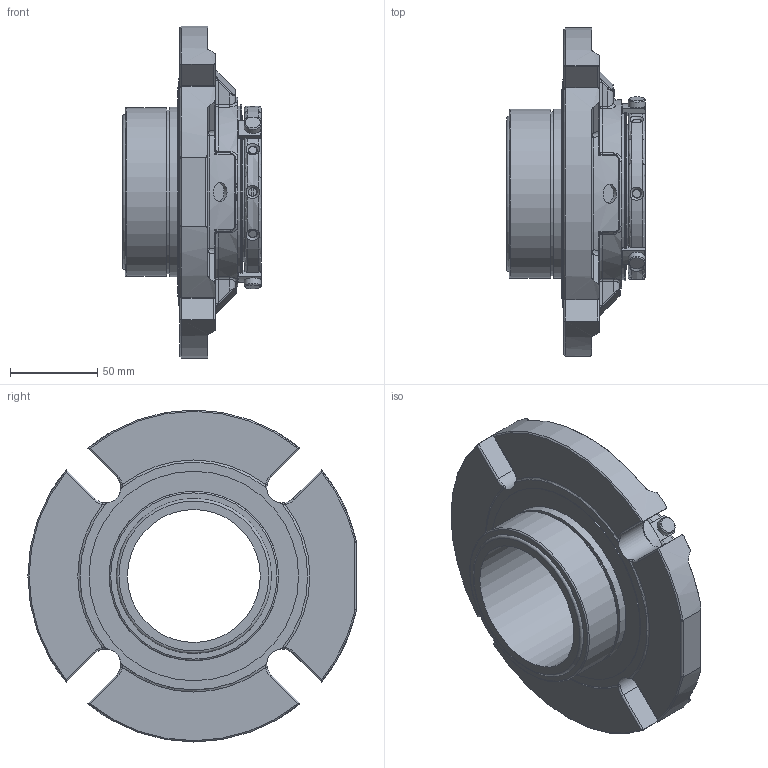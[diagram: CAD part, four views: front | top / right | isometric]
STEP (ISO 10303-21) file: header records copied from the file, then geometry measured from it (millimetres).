
FILE_DESCRIPTION(/* description */ ('Unknown'),/* implementation_level */ '2;1');
FILE_NAME(/* name */ '3.000',/* time_stamp */ '2023-02-15T16:13:20+00:00',/* author */ ('Unknown'),/* organization */ ('Unknown'),/* preprocessor_version */ 'ST-DEVELOPER v16.7',/* originating_system */ 'Solid Edge',/* authorisation */ 'Unknown');
FILE_SCHEMA (('AUTOMOTIVE_DESIGN {1 0 10303 214 3 1 1}'));
Length unit declared in the file: millimetre
Products named in the file (1): 3.000
Bounding box: 79.64 x 188.12 x 190.25 mm (x, y, z)
Volume: 616361.8 mm3; surface area: 102527.7 mm2
Topology: 1 solids, 1 shells, 595 faces, 1551 edges, 959 vertices
Faces by surface type: plane 196, cylinder 161, torus 83, bspline 80, sphere 39, cone 36
Full cylindrical faces by diameter (mm): 3.761 x1, 4.917 x2, 6 x3, 10 x3, 10.998 x3, 76.2 x1, 79.35 x1, 87.3 x1, 88.875 x1, 93.828 x1, 96.825 x1, 97.155 x1, 98.374 x1, 99.898 x1, 120.066 x1
Entity records: 24936 total; most frequent: CARTESIAN_POINT 7451, ORIENTED_EDGE 2878, DIRECTION 2577, EDGE_CURVE 1439, AXIS2_PLACEMENT_3D 1046, VERTEX_POINT 919, EDGE_LOOP 694, FACE_BOUND 694
